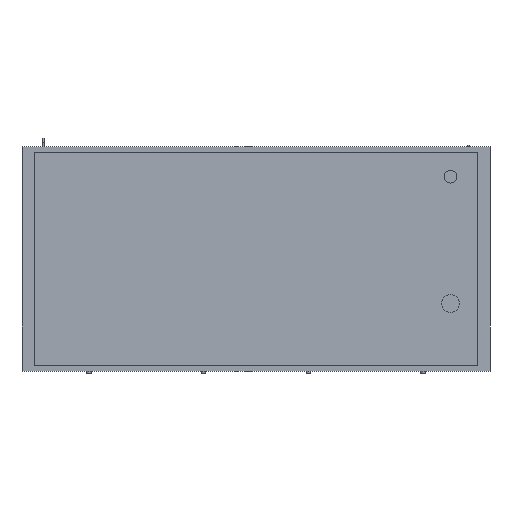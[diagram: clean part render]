
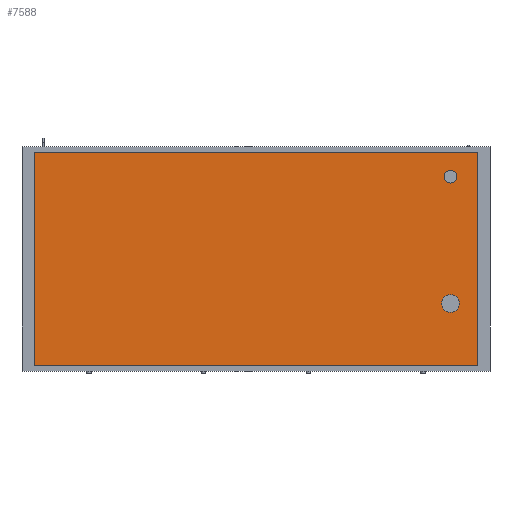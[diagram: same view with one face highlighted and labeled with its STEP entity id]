
A CAD part, front view. The second image highlights one B-rep face of the part: STEP entity #7588.
In plain terms, the highlighted planar face has unit normal (0, -1, 0).
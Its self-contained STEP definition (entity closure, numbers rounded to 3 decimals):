
#430=FACE_OUTER_BOUND('',#925,.T.);
#925=EDGE_LOOP('',(#5067,#5068,#5069,#5070));
#1440=LINE('',#11141,#2340);
#1442=LINE('',#11145,#2342);
#1443=LINE('',#11147,#2343);
#1444=LINE('',#11148,#2344);
#2340=VECTOR('',#8884,10.);
#2342=VECTOR('',#8888,10.);
#2343=VECTOR('',#8889,10.);
#2344=VECTOR('',#8890,10.);
#3231=VERTEX_POINT('',#11138);
#3232=VERTEX_POINT('',#11140);
#3233=VERTEX_POINT('',#11144);
#3234=VERTEX_POINT('',#11146);
#3960=EDGE_CURVE('',#3231,#3232,#1440,.T.);
#3962=EDGE_CURVE('',#3233,#3231,#1442,.T.);
#3963=EDGE_CURVE('',#3234,#3233,#1443,.T.);
#3964=EDGE_CURVE('',#3232,#3234,#1444,.T.);
#5067=ORIENTED_EDGE('',*,*,#3962,.F.);
#5068=ORIENTED_EDGE('',*,*,#3963,.F.);
#5069=ORIENTED_EDGE('',*,*,#3964,.F.);
#5070=ORIENTED_EDGE('',*,*,#3960,.F.);
#7183=PLANE('',#8168);
#7588=ADVANCED_FACE('',(#430),#7183,.T.);
#8168=AXIS2_PLACEMENT_3D('',#11143,#8886,#8887);
#8884=DIRECTION('',(0.,0.,1.));
#8886=DIRECTION('center_axis',(0.,-1.,0.));
#8887=DIRECTION('ref_axis',(0.,0.,-1.));
#8888=DIRECTION('',(-1.,0.,0.));
#8889=DIRECTION('',(0.,0.,-1.));
#8890=DIRECTION('',(1.,0.,0.));
#11138=CARTESIAN_POINT('',(-687.5,-185.,-330.));
#11140=CARTESIAN_POINT('',(-687.5,-185.,330.));
#11141=CARTESIAN_POINT('',(-687.5,-185.,330.));
#11143=CARTESIAN_POINT('Origin',(0.,-185.,330.));
#11144=CARTESIAN_POINT('',(687.5,-185.,-330.));
#11145=CARTESIAN_POINT('',(0.,-185.,-330.));
#11146=CARTESIAN_POINT('',(687.5,-185.,330.));
#11147=CARTESIAN_POINT('',(687.5,-185.,330.));
#11148=CARTESIAN_POINT('',(0.,-185.,330.));
